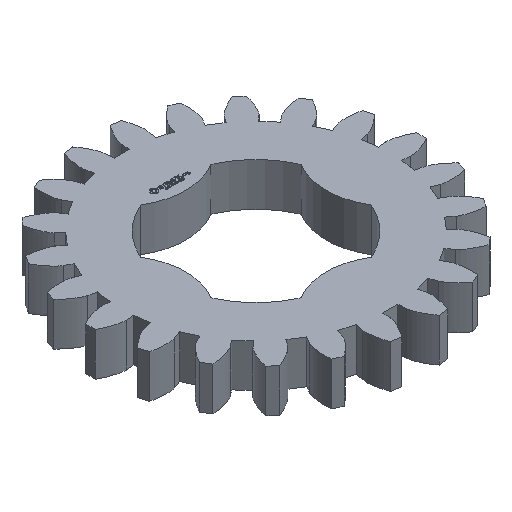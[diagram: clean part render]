
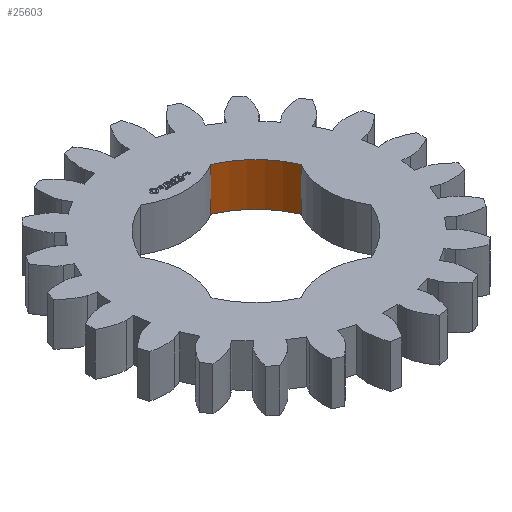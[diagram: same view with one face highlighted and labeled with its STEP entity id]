
A CAD part, isometric view. The second image highlights one B-rep face of the part: STEP entity #25603.
In plain terms, the highlighted cylindrical face has radius 6.35 mm (diameter 12.7 mm), a partial arc.
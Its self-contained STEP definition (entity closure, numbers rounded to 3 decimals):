
#93 = PLANE('',#94);
#94 = AXIS2_PLACEMENT_3D('',#95,#96,#97);
#95 = CARTESIAN_POINT('',(0.,0.,3.125));
#96 = DIRECTION('',(0.,0.,1.));
#97 = DIRECTION('',(1.,0.,0.));
#168 = PLANE('',#169);
#169 = AXIS2_PLACEMENT_3D('',#170,#171,#172);
#170 = CARTESIAN_POINT('',(0.,0.,0.));
#171 = DIRECTION('',(0.,0.,1.));
#172 = DIRECTION('',(1.,0.,0.));
#6518 = VERTEX_POINT('',#6519);
#6519 = CARTESIAN_POINT('',(2.55,5.816,0.));
#6534 = CYLINDRICAL_SURFACE('',#6535,4.9);
#6535 = AXIS2_PLACEMENT_3D('',#6536,#6537,#6538);
#6536 = CARTESIAN_POINT('',(0.,10.,0.));
#6537 = DIRECTION('',(0.,-0.,-1.));
#6538 = DIRECTION('',(0.707,0.707,0.));
#6546 = EDGE_CURVE('',#6547,#6518,#6549,.T.);
#6547 = VERTEX_POINT('',#6548);
#6548 = CARTESIAN_POINT('',(5.816,2.55,0.));
#6549 = SURFACE_CURVE('',#6550,(#6555,#6562),.PCURVE_S1.);
#6550 = CIRCLE('',#6551,6.35);
#6551 = AXIS2_PLACEMENT_3D('',#6552,#6553,#6554);
#6552 = CARTESIAN_POINT('',(0.,0.,0.));
#6553 = DIRECTION('',(0.,-0.,1.));
#6554 = DIRECTION('',(0.707,0.707,0.));
#6555 = PCURVE('',#168,#6556);
#6556 = DEFINITIONAL_REPRESENTATION('',(#6557),#6561);
#6557 = CIRCLE('',#6558,6.35);
#6558 = AXIS2_PLACEMENT_2D('',#6559,#6560);
#6559 = CARTESIAN_POINT('',(0.,0.));
#6560 = DIRECTION('',(0.707,0.707));
#6561 = ( GEOMETRIC_REPRESENTATION_CONTEXT(2) 
PARAMETRIC_REPRESENTATION_CONTEXT() REPRESENTATION_CONTEXT('2D SPACE',''
  ) );
#6562 = PCURVE('',#6563,#6568);
#6563 = CYLINDRICAL_SURFACE('',#6564,6.35);
#6564 = AXIS2_PLACEMENT_3D('',#6565,#6566,#6567);
#6565 = CARTESIAN_POINT('',(0.,0.,0.));
#6566 = DIRECTION('',(0.,-0.,-1.));
#6567 = DIRECTION('',(0.707,0.707,0.));
#6568 = DEFINITIONAL_REPRESENTATION('',(#6569),#6573);
#6569 = LINE('',#6570,#6571);
#6570 = CARTESIAN_POINT('',(-0.,0.));
#6571 = VECTOR('',#6572,1.);
#6572 = DIRECTION('',(-1.,0.));
#6573 = ( GEOMETRIC_REPRESENTATION_CONTEXT(2) 
PARAMETRIC_REPRESENTATION_CONTEXT() REPRESENTATION_CONTEXT('2D SPACE',''
  ) );
#6592 = CYLINDRICAL_SURFACE('',#6593,4.9);
#6593 = AXIS2_PLACEMENT_3D('',#6594,#6595,#6596);
#6594 = CARTESIAN_POINT('',(10.,0.,0.));
#6595 = DIRECTION('',(0.,-0.,-1.));
#6596 = DIRECTION('',(0.707,0.707,0.));
#11146 = VERTEX_POINT('',#11147);
#11147 = CARTESIAN_POINT('',(2.55,5.816,3.125));
#11169 = EDGE_CURVE('',#11170,#11146,#11172,.T.);
#11170 = VERTEX_POINT('',#11171);
#11171 = CARTESIAN_POINT('',(5.816,2.55,3.125));
#11172 = SURFACE_CURVE('',#11173,(#11178,#11185),.PCURVE_S1.);
#11173 = CIRCLE('',#11174,6.35);
#11174 = AXIS2_PLACEMENT_3D('',#11175,#11176,#11177);
#11175 = CARTESIAN_POINT('',(0.,0.,3.125
    ));
#11176 = DIRECTION('',(0.,-0.,1.));
#11177 = DIRECTION('',(0.707,0.707,0.));
#11178 = PCURVE('',#93,#11179);
#11179 = DEFINITIONAL_REPRESENTATION('',(#11180),#11184);
#11180 = CIRCLE('',#11181,6.35);
#11181 = AXIS2_PLACEMENT_2D('',#11182,#11183);
#11182 = CARTESIAN_POINT('',(0.,0.));
#11183 = DIRECTION('',(0.707,0.707));
#11184 = ( GEOMETRIC_REPRESENTATION_CONTEXT(2) 
PARAMETRIC_REPRESENTATION_CONTEXT() REPRESENTATION_CONTEXT('2D SPACE',''
  ) );
#11185 = PCURVE('',#6563,#11186);
#11186 = DEFINITIONAL_REPRESENTATION('',(#11187),#11191);
#11187 = LINE('',#11188,#11189);
#11188 = CARTESIAN_POINT('',(-0.,-3.125));
#11189 = VECTOR('',#11190,1.);
#11190 = DIRECTION('',(-1.,0.));
#11191 = ( GEOMETRIC_REPRESENTATION_CONTEXT(2) 
PARAMETRIC_REPRESENTATION_CONTEXT() REPRESENTATION_CONTEXT('2D SPACE',''
  ) );
#25580 = EDGE_CURVE('',#6547,#11170,#25581,.T.);
#25581 = SURFACE_CURVE('',#25582,(#25586,#25593),.PCURVE_S1.);
#25582 = LINE('',#25583,#25584);
#25583 = CARTESIAN_POINT('',(5.816,2.55,0.));
#25584 = VECTOR('',#25585,1.);
#25585 = DIRECTION('',(0.,0.,1.));
#25586 = PCURVE('',#6592,#25587);
#25587 = DEFINITIONAL_REPRESENTATION('',(#25588),#25592);
#25588 = LINE('',#25589,#25590);
#25589 = CARTESIAN_POINT('',(-1.809,0.));
#25590 = VECTOR('',#25591,1.);
#25591 = DIRECTION('',(-0.,-1.));
#25592 = ( GEOMETRIC_REPRESENTATION_CONTEXT(2) 
PARAMETRIC_REPRESENTATION_CONTEXT() REPRESENTATION_CONTEXT('2D SPACE',''
  ) );
#25593 = PCURVE('',#6563,#25594);
#25594 = DEFINITIONAL_REPRESENTATION('',(#25595),#25599);
#25595 = LINE('',#25596,#25597);
#25596 = CARTESIAN_POINT('',(-5.911,0.));
#25597 = VECTOR('',#25598,1.);
#25598 = DIRECTION('',(-0.,-1.));
#25599 = ( GEOMETRIC_REPRESENTATION_CONTEXT(2) 
PARAMETRIC_REPRESENTATION_CONTEXT() REPRESENTATION_CONTEXT('2D SPACE',''
  ) );
#25603 = ADVANCED_FACE('',(#25604),#6563,.F.);
#25604 = FACE_BOUND('',#25605,.T.);
#25605 = EDGE_LOOP('',(#25606,#25607,#25608,#25629));
#25606 = ORIENTED_EDGE('',*,*,#25580,.T.);
#25607 = ORIENTED_EDGE('',*,*,#11169,.T.);
#25608 = ORIENTED_EDGE('',*,*,#25609,.F.);
#25609 = EDGE_CURVE('',#6518,#11146,#25610,.T.);
#25610 = SURFACE_CURVE('',#25611,(#25615,#25622),.PCURVE_S1.);
#25611 = LINE('',#25612,#25613);
#25612 = CARTESIAN_POINT('',(2.55,5.816,0.));
#25613 = VECTOR('',#25614,1.);
#25614 = DIRECTION('',(0.,0.,1.));
#25615 = PCURVE('',#6563,#25616);
#25616 = DEFINITIONAL_REPRESENTATION('',(#25617),#25621);
#25617 = LINE('',#25618,#25619);
#25618 = CARTESIAN_POINT('',(-6.655,0.));
#25619 = VECTOR('',#25620,1.);
#25620 = DIRECTION('',(-0.,-1.));
#25621 = ( GEOMETRIC_REPRESENTATION_CONTEXT(2) 
PARAMETRIC_REPRESENTATION_CONTEXT() REPRESENTATION_CONTEXT('2D SPACE',''
  ) );
#25622 = PCURVE('',#6534,#25623);
#25623 = DEFINITIONAL_REPRESENTATION('',(#25624),#25628);
#25624 = LINE('',#25625,#25626);
#25625 = CARTESIAN_POINT('',(-4.474,0.));
#25626 = VECTOR('',#25627,1.);
#25627 = DIRECTION('',(-0.,-1.));
#25628 = ( GEOMETRIC_REPRESENTATION_CONTEXT(2) 
PARAMETRIC_REPRESENTATION_CONTEXT() REPRESENTATION_CONTEXT('2D SPACE',''
  ) );
#25629 = ORIENTED_EDGE('',*,*,#6546,.F.);
